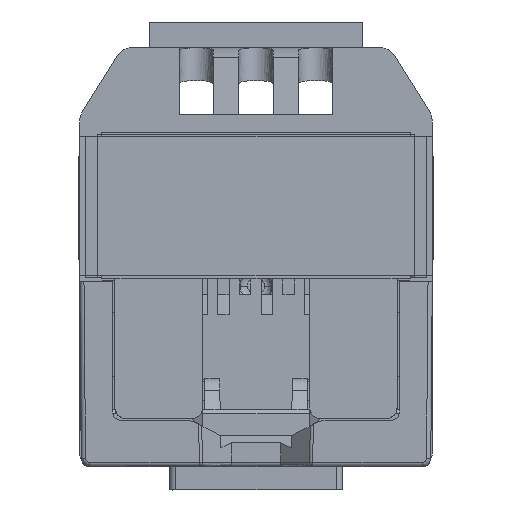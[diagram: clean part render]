
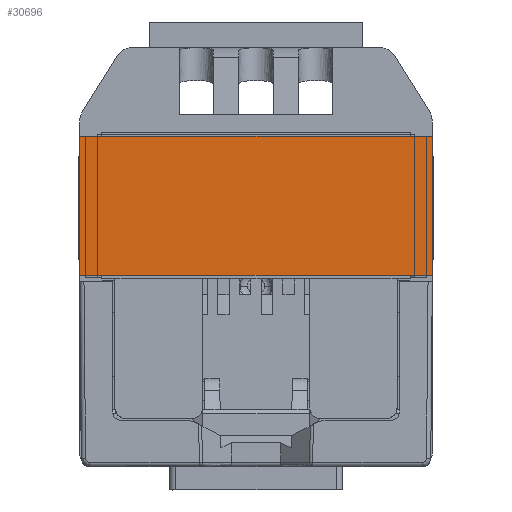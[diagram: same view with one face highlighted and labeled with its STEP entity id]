
A CAD part, front view. The second image highlights one B-rep face of the part: STEP entity #30696.
In plain terms, the highlighted free-form (B-spline) face has degree [1, 1] with [2, 2] control points.
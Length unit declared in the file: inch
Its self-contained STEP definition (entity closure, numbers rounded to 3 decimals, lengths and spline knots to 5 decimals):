
#9240 = VERTEX_POINT ( 'NONE', #50891 ) ;
#9899 = CARTESIAN_POINT ( 'NONE',  ( 0.9517, -0.95822, 0.08469 ) ) ;
#16560 = CARTESIAN_POINT ( 'NONE',  ( 0.94005, -0.95511, 0.07763 ) ) ;
#17505 = EDGE_CURVE ( 'NONE', #22589, #35079, #37626, .T. ) ;
#22589 = VERTEX_POINT ( 'NONE', #53292 ) ;
#23995 = CARTESIAN_POINT ( 'NONE',  ( 1.0059, -0.88349, -0.16554 ) ) ;
#25340 = VERTEX_POINT ( 'NONE', #25516 ) ;
#25516 = CARTESIAN_POINT ( 'NONE',  ( 0.35787, -0.79957, -0.27539 ) ) ;
#30696 = ADVANCED_FACE ( 'NONE', ( #79987 ), #46232, .F. ) ;
#35079 = VERTEX_POINT ( 'NONE', #68864 ) ;
#37626 = B_SPLINE_CURVE_WITH_KNOTS ( 'NONE', 1,
 ( #69799, #77937 ),
 .UNSPECIFIED., .F., .F.,
 ( 2, 2 ),
 ( 0., 1. ),
 .UNSPECIFIED. ) ;
#37675 = CARTESIAN_POINT ( 'NONE',  ( 0.34622, -0.79646, -0.28245 ) ) ;
#38697 = EDGE_LOOP ( 'NONE', ( #70171, #75145, #41223, #59993 ) ) ;
#41223 = ORIENTED_EDGE ( 'NONE', *, *, #64983, .T. ) ;
#44026 = EDGE_CURVE ( 'NONE', #35079, #9240, #85325, .T. ) ;
#44990 = B_SPLINE_CURVE_WITH_KNOTS ( 'NONE', 1,
 ( #77942, #78387 ),
 .UNSPECIFIED., .F., .F.,
 ( 2, 2 ),
 ( 0., 1. ),
 .UNSPECIFIED. ) ;
#46232 = B_SPLINE_SURFACE_WITH_KNOTS ( 'NONE', 1, 1, ( 
 ( #23995, #9899 ),
 ( #37675, #71837 ) ),
 .UNSPECIFIED., .F., .F., .F.,
 ( 2, 2 ),
 ( 2, 2 ),
 ( -8.58, 8.58 ),
 ( -3.38727, 3.38727 ),
 .UNSPECIFIED. ) ;
#48291 = B_SPLINE_CURVE_WITH_KNOTS ( 'NONE', 1,
 ( #56158, #83906 ),
 .UNSPECIFIED., .F., .F.,
 ( 2, 2 ),
 ( 0., 1. ),
 .UNSPECIFIED. ) ;
#50891 = CARTESIAN_POINT ( 'NONE',  ( 0.99217, -0.88326, -0.16298 ) ) ;
#53292 = CARTESIAN_POINT ( 'NONE',  ( 0.30575, -0.87142, -0.03479 ) ) ;
#56158 = CARTESIAN_POINT ( 'NONE',  ( 0.30575, -0.87142, -0.03479 ) ) ;
#59993 = ORIENTED_EDGE ( 'NONE', *, *, #44026, .F. ) ;
#64983 = EDGE_CURVE ( 'NONE', #25340, #9240, #44990, .T. ) ;
#68864 = CARTESIAN_POINT ( 'NONE',  ( 0.94005, -0.95511, 0.07763 ) ) ;
#69799 = CARTESIAN_POINT ( 'NONE',  ( 0.30575, -0.87142, -0.03479 ) ) ;
#70171 = ORIENTED_EDGE ( 'NONE', *, *, #17505, .F. ) ;
#71837 = CARTESIAN_POINT ( 'NONE',  ( 0.29202, -0.87119, -0.03222 ) ) ;
#75145 = ORIENTED_EDGE ( 'NONE', *, *, #77228, .T. ) ;
#77228 = EDGE_CURVE ( 'NONE', #22589, #25340, #48291, .T. ) ;
#77937 = CARTESIAN_POINT ( 'NONE',  ( 0.94005, -0.95511, 0.07763 ) ) ;
#77942 = CARTESIAN_POINT ( 'NONE',  ( 0.35787, -0.79957, -0.27539 ) ) ;
#78387 = CARTESIAN_POINT ( 'NONE',  ( 0.99217, -0.88326, -0.16298 ) ) ;
#78909 = CARTESIAN_POINT ( 'NONE',  ( 0.99217, -0.88326, -0.16298 ) ) ;
#79987 = FACE_OUTER_BOUND ( 'NONE', #38697, .T. ) ;
#83906 = CARTESIAN_POINT ( 'NONE',  ( 0.35787, -0.79957, -0.27539 ) ) ;
#85325 = B_SPLINE_CURVE_WITH_KNOTS ( 'NONE', 1,
 ( #16560, #78909 ),
 .UNSPECIFIED., .F., .F.,
 ( 2, 2 ),
 ( 0., 1. ),
 .UNSPECIFIED. ) ;
